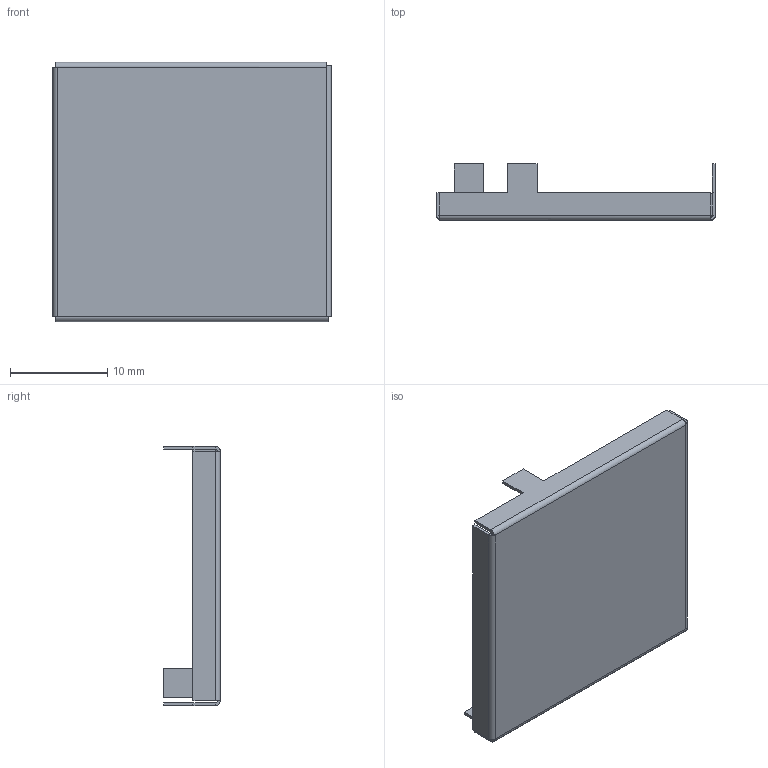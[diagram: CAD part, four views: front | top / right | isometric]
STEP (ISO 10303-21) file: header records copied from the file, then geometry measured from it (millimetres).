
FILE_DESCRIPTION (( 'STEP AP214' ), '1' );
FILE_NAME ('Shield2_汜莉3D耀倰.STEP', '2018-05-27T19:07:05', ( '' ), ( '' ), 'SwSTEP 2.0', 'SolidWorks 2017', '' );
FILE_SCHEMA (( 'AUTOMOTIVE_DESIGN' ));
Length unit declared in the file: millimetre
Products named in the file (1): Shield2_汜莉3D耀倰
Bounding box: 28.6 x 5.8 x 26.6 mm (x, y, z)
Volume: 311.7 mm3; surface area: 2122.3 mm2
Topology: 1 solids, 1 shells, 54 faces, 128 edges, 76 vertices
Faces by surface type: plane 46, cylinder 8
Entity records: 1542 total; most frequent: CARTESIAN_POINT 259, DIRECTION 258, ORIENTED_EDGE 256, EDGE_CURVE 128, LINE 108, VECTOR 108, VERTEX_POINT 76, AXIS2_PLACEMENT_3D 75
